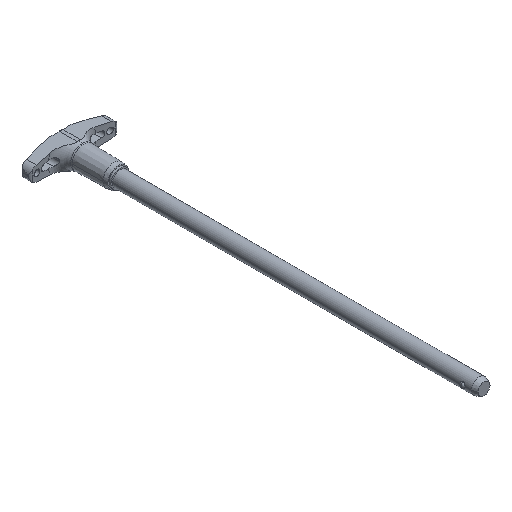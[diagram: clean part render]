
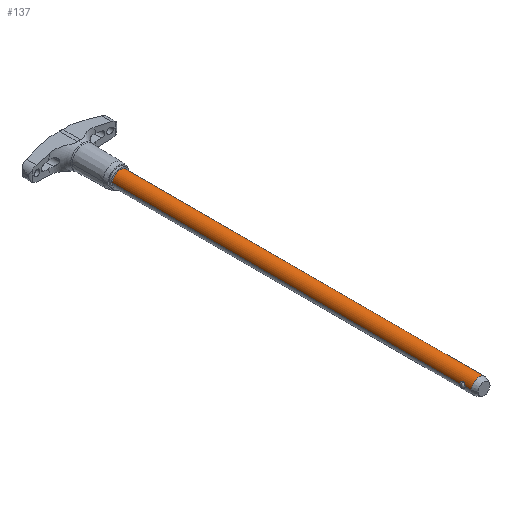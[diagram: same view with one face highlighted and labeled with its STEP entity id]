
A CAD part, isometric view. The second image highlights one B-rep face of the part: STEP entity #137.
In plain terms, the highlighted cylindrical face has radius 3.969 mm (diameter 7.938 mm), a partial arc.
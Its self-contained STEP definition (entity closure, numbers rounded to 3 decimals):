
#137=ADVANCED_FACE('',(#325),#326,.T.);
#325=FACE_OUTER_BOUND('',#564,.T.);
#326=CYLINDRICAL_SURFACE('',#565,3.969);
#564=EDGE_LOOP('',(#927,#928,#929,#930,#931,#932,#933,#934,#935,#936));
#565=AXIS2_PLACEMENT_3D('',#937,#938,#939);
#927=ORIENTED_EDGE('',*,*,#1569,.T.);
#928=ORIENTED_EDGE('',*,*,#1570,.T.);
#929=ORIENTED_EDGE('',*,*,#1571,.T.);
#930=ORIENTED_EDGE('',*,*,#1572,.T.);
#931=ORIENTED_EDGE('',*,*,#1573,.F.);
#932=ORIENTED_EDGE('',*,*,#1574,.T.);
#933=ORIENTED_EDGE('',*,*,#1575,.T.);
#934=ORIENTED_EDGE('',*,*,#1576,.T.);
#935=ORIENTED_EDGE('',*,*,#1577,.T.);
#936=ORIENTED_EDGE('',*,*,#1578,.T.);
#937=CARTESIAN_POINT('',(0.0,-93.091,0.0));
#938=DIRECTION('',(-0.0,1.0,0.0));
#939=DIRECTION('',(1.0,0.0,0.0));
#1569=EDGE_CURVE('',#1932,#1933,#1934,.T.);
#1570=EDGE_CURVE('',#1933,#1935,#1936,.T.);
#1571=EDGE_CURVE('',#1935,#1937,#1938,.T.);
#1572=EDGE_CURVE('',#1937,#1939,#1940,.T.);
#1573=EDGE_CURVE('',#1941,#1939,#1942,.T.);
#1574=EDGE_CURVE('',#1941,#1943,#1944,.T.);
#1575=EDGE_CURVE('',#1943,#1945,#1946,.T.);
#1576=EDGE_CURVE('',#1945,#1947,#1948,.T.);
#1577=EDGE_CURVE('',#1947,#1949,#1950,.T.);
#1578=EDGE_CURVE('',#1949,#1932,#1951,.T.);
#1932=VERTEX_POINT('',#2970);
#1933=VERTEX_POINT('',#2971);
#1934=LINE('',#2972,#2973);
#1935=VERTEX_POINT('',#2974);
#1936=B_SPLINE_CURVE_WITH_KNOTS('',3,(#2975,#2976,#2977,#2978,#2979,#2980,#2981,#2982,#2983,#2984,#2985,#2986,#2987,#2988),.UNSPECIFIED.,.F.,.F.,(4,2,2,2,2,2,4),(2.084,2.453,2.822,3.04,3.257,3.712,4.167),.UNSPECIFIED.);
#1937=VERTEX_POINT('',#2989);
#1938=B_SPLINE_CURVE_WITH_KNOTS('',3,(#2990,#2991,#2992,#2993,#2994,#2995,#2996,#2997,#2998,#2999,#3000,#3001,#3002,#3003),.UNSPECIFIED.,.F.,.F.,(4,2,2,2,2,2,4),(4.167,4.622,5.077,5.295,5.513,5.882,6.251),.UNSPECIFIED.);
#1939=VERTEX_POINT('',#3004);
#1940=LINE('',#3005,#3006);
#1941=VERTEX_POINT('',#3007);
#1942=CIRCLE('',#3008,3.969);
#1943=VERTEX_POINT('',#3009);
#1944=LINE('',#3010,#3011);
#1945=VERTEX_POINT('',#3012);
#1946=B_SPLINE_CURVE_WITH_KNOTS('',3,(#3013,#3014,#3015,#3016,#3017,#3018,#3019,#3020,#3021,#3022,#3023,#3024,#3025,#3026),.UNSPECIFIED.,.F.,.F.,(4,2,2,2,2,2,4),(6.251,6.62,6.989,7.207,7.425,7.88,8.335),.UNSPECIFIED.);
#1947=VERTEX_POINT('',#3027);
#1948=B_SPLINE_CURVE_WITH_KNOTS('',3,(#3028,#3029,#3030,#3031,#3032,#3033,#3034,#3035,#3036,#3037,#3038,#3039,#3040,#3041),.UNSPECIFIED.,.F.,.F.,(4,2,2,2,2,2,4),(0.0,0.455,0.91,1.128,1.345,1.715,2.084),.UNSPECIFIED.);
#1949=VERTEX_POINT('',#3042);
#1950=LINE('',#3043,#3044);
#1951=CIRCLE('',#3045,3.969);
#2970=CARTESIAN_POINT('',(3.969,-183.667,0.0));
#2971=CARTESIAN_POINT('',(3.969,-180.447,0.));
#2972=CARTESIAN_POINT('',(3.969,-93.091,0.));
#2973=VECTOR('',#3984,1.0);
#2974=CARTESIAN_POINT('',(3.7,-179.123,1.435));
#2975=CARTESIAN_POINT('',(3.969,-180.447,0.0));
#2976=CARTESIAN_POINT('',(3.969,-180.447,0.123));
#2977=CARTESIAN_POINT('',(3.963,-180.432,0.257));
#2978=CARTESIAN_POINT('',(3.937,-180.368,0.514));
#2979=CARTESIAN_POINT('',(3.919,-180.318,0.638));
#2980=CARTESIAN_POINT('',(3.886,-180.226,0.807));
#2981=CARTESIAN_POINT('',(3.872,-180.183,0.873));
#2982=CARTESIAN_POINT('',(3.842,-180.087,0.996));
#2983=CARTESIAN_POINT('',(3.827,-180.034,1.053));
#2984=CARTESIAN_POINT('',(3.784,-179.871,1.201));
#2985=CARTESIAN_POINT('',(3.754,-179.734,1.289));
#2986=CARTESIAN_POINT('',(3.712,-179.436,1.406));
#2987=CARTESIAN_POINT('',(3.7,-179.275,1.435));
#2988=CARTESIAN_POINT('',(3.7,-179.123,1.435));
#2989=CARTESIAN_POINT('',(3.969,-177.8,0.));
#2990=CARTESIAN_POINT('',(3.7,-179.123,1.435));
#2991=CARTESIAN_POINT('',(3.7,-178.972,1.435));
#2992=CARTESIAN_POINT('',(3.712,-178.81,1.406));
#2993=CARTESIAN_POINT('',(3.754,-178.512,1.289));
#2994=CARTESIAN_POINT('',(3.784,-178.376,1.201));
#2995=CARTESIAN_POINT('',(3.827,-178.213,1.053));
#2996=CARTESIAN_POINT('',(3.842,-178.16,0.996));
#2997=CARTESIAN_POINT('',(3.872,-178.064,0.873));
#2998=CARTESIAN_POINT('',(3.886,-178.021,0.807));
#2999=CARTESIAN_POINT('',(3.919,-177.928,0.638));
#3000=CARTESIAN_POINT('',(3.937,-177.879,0.514));
#3001=CARTESIAN_POINT('',(3.963,-177.815,0.257));
#3002=CARTESIAN_POINT('',(3.969,-177.8,0.123));
#3003=CARTESIAN_POINT('',(3.969,-177.8,0.));
#3004=CARTESIAN_POINT('',(3.969,0.0,0.0));
#3005=CARTESIAN_POINT('',(3.969,-93.091,0.));
#3006=VECTOR('',#3985,1.0);
#3007=CARTESIAN_POINT('',(-3.969,0.0,0.));
#3008=AXIS2_PLACEMENT_3D('',#3986,#3987,#3988);
#3009=CARTESIAN_POINT('',(-3.969,-177.8,0.));
#3010=CARTESIAN_POINT('',(-3.969,-93.091,0.));
#3011=VECTOR('',#3989,1.0);
#3012=CARTESIAN_POINT('',(-3.7,-179.123,1.435));
#3013=CARTESIAN_POINT('',(-3.969,-177.8,0.));
#3014=CARTESIAN_POINT('',(-3.969,-177.8,0.123));
#3015=CARTESIAN_POINT('',(-3.963,-177.815,0.257));
#3016=CARTESIAN_POINT('',(-3.937,-177.879,0.514));
#3017=CARTESIAN_POINT('',(-3.919,-177.928,0.638));
#3018=CARTESIAN_POINT('',(-3.886,-178.021,0.807));
#3019=CARTESIAN_POINT('',(-3.872,-178.064,0.873));
#3020=CARTESIAN_POINT('',(-3.842,-178.16,0.996));
#3021=CARTESIAN_POINT('',(-3.827,-178.213,1.053));
#3022=CARTESIAN_POINT('',(-3.784,-178.376,1.201));
#3023=CARTESIAN_POINT('',(-3.754,-178.512,1.289));
#3024=CARTESIAN_POINT('',(-3.712,-178.81,1.406));
#3025=CARTESIAN_POINT('',(-3.7,-178.972,1.435));
#3026=CARTESIAN_POINT('',(-3.7,-179.123,1.435));
#3027=CARTESIAN_POINT('',(-3.969,-180.447,0.));
#3028=CARTESIAN_POINT('',(-3.7,-179.123,1.435));
#3029=CARTESIAN_POINT('',(-3.7,-179.275,1.435));
#3030=CARTESIAN_POINT('',(-3.712,-179.436,1.406));
#3031=CARTESIAN_POINT('',(-3.754,-179.734,1.289));
#3032=CARTESIAN_POINT('',(-3.784,-179.871,1.201));
#3033=CARTESIAN_POINT('',(-3.827,-180.034,1.053));
#3034=CARTESIAN_POINT('',(-3.842,-180.087,0.996));
#3035=CARTESIAN_POINT('',(-3.872,-180.183,0.873));
#3036=CARTESIAN_POINT('',(-3.886,-180.226,0.807));
#3037=CARTESIAN_POINT('',(-3.919,-180.318,0.638));
#3038=CARTESIAN_POINT('',(-3.937,-180.368,0.514));
#3039=CARTESIAN_POINT('',(-3.963,-180.432,0.257));
#3040=CARTESIAN_POINT('',(-3.969,-180.447,0.123));
#3041=CARTESIAN_POINT('',(-3.969,-180.447,0.));
#3042=CARTESIAN_POINT('',(-3.969,-183.667,0.));
#3043=CARTESIAN_POINT('',(-3.969,-93.091,0.));
#3044=VECTOR('',#3990,1.0);
#3045=AXIS2_PLACEMENT_3D('',#3991,#3992,#3993);
#3984=DIRECTION('',(0.0,1.0,0.0));
#3985=DIRECTION('',(0.0,1.0,0.0));
#3986=CARTESIAN_POINT('',(0.0,0.0,0.0));
#3987=DIRECTION('',(-0.0,1.0,0.0));
#3988=DIRECTION('',(1.0,0.0,0.0));
#3989=DIRECTION('',(-0.0,-1.0,-0.0));
#3990=DIRECTION('',(-0.0,-1.0,-0.0));
#3991=CARTESIAN_POINT('',(0.0,-183.667,0.0));
#3992=DIRECTION('',(0.,1.0,0.0));
#3993=DIRECTION('',(1.0,0.,0.0));
